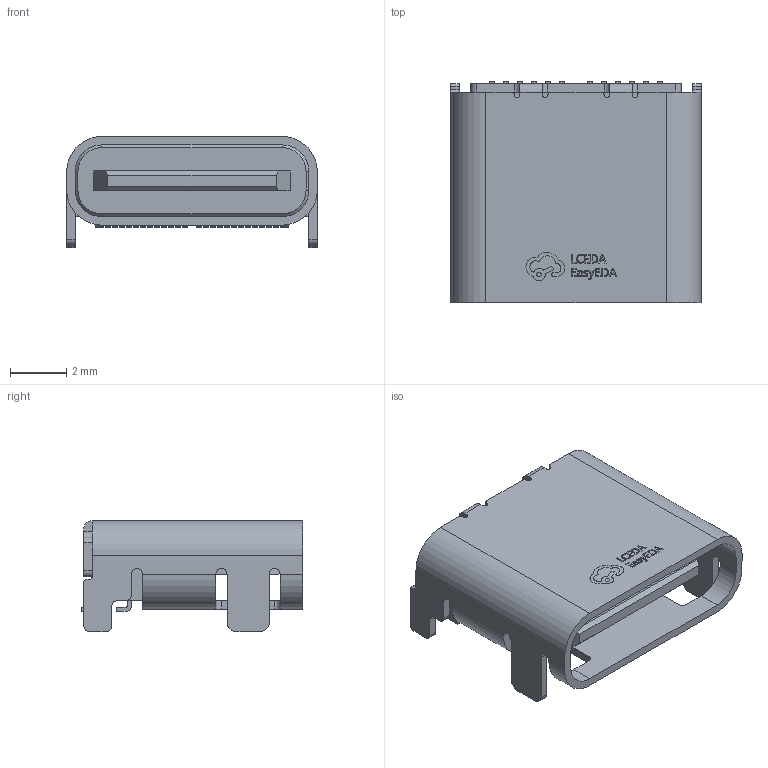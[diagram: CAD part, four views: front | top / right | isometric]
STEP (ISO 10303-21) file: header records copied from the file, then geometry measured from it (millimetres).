
FILE_DESCRIPTION (( 'STEP AP214' ), '1' );
FILE_NAME ('USB-C-SMD_TYPE-C-31-M-30.step', '2022-07-15T09:23:54', ( '' ), ( '' ), 'SwSTEP 2.0', 'SolidWorks 2020', '' );
FILE_SCHEMA (( 'AUTOMOTIVE_DESIGN' ));
Length unit declared in the file: millimetre
Products named in the file (1): USB-C-SMD_TYPE-C-31-M-30
Bounding box: 8.94 x 7.9 x 3.96 mm (x, y, z)
Volume: 123.1 mm3; surface area: 504.7 mm2
Topology: 15 solids, 15 shells, 676 faces, 1837 edges, 1218 vertices
Faces by surface type: plane 434, cylinder 126, bspline 112, cone 4
Entity records: 29398 total; most frequent: CARTESIAN_POINT 5836, ORIENTED_EDGE 3674, DIRECTION 2995, EDGE_CURVE 1837, LINE 1353, VECTOR 1353, VERTEX_POINT 1218, AXIS2_PLACEMENT_3D 821
